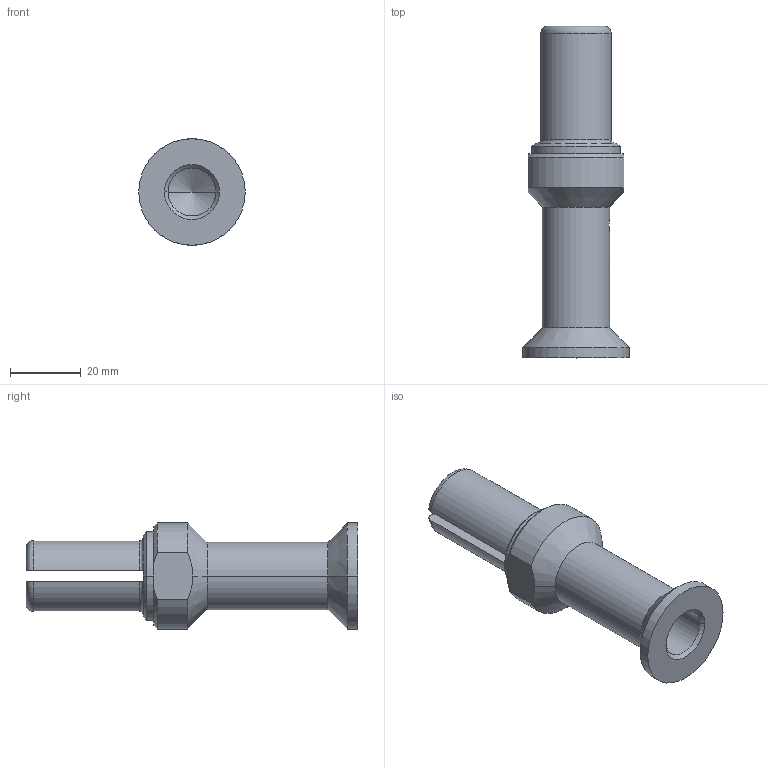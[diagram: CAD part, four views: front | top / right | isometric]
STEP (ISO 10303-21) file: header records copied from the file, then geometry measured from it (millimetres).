
FILE_DESCRIPTION((''),'2;1');
FILE_NAME('MC650-95','2018-11-01T16:09:18',('sx.huang'),(''),'CREO PARAMETRIC BY PTC INC, 2016510','CREO PARAMETRIC BY PTC INC, 2016510','');
FILE_SCHEMA(());
Length unit declared in the file: millimetre
Products named in the file (1): MC650-95
Bounding box: 30 x 93.5 x 30 mm (x, y, z)
Volume: 27266.6 mm3; surface area: 10726.1 mm2
Topology: 1 solids, 1 shells, 39 faces, 92 edges, 55 vertices
Faces by surface type: cylinder 14, cone 12, plane 9, torus 4
Entity records: 1220 total; most frequent: CARTESIAN_POINT 335, DIRECTION 182, ORIENTED_EDGE 180, EDGE_CURVE 90, AXIS2_PLACEMENT_3D 73, VERTEX_POINT 55, EDGE_LOOP 43, FACE_OUTER_BOUND 39
